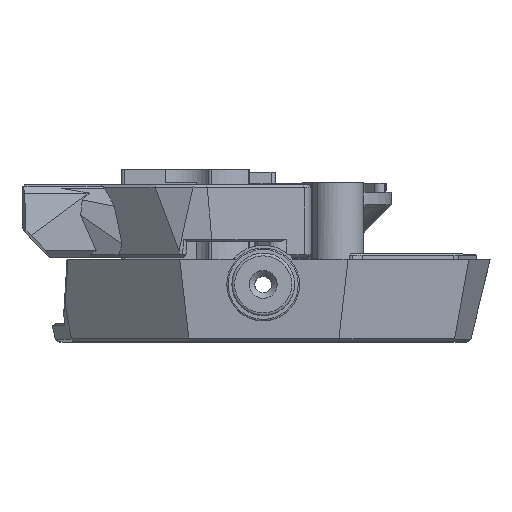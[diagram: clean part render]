
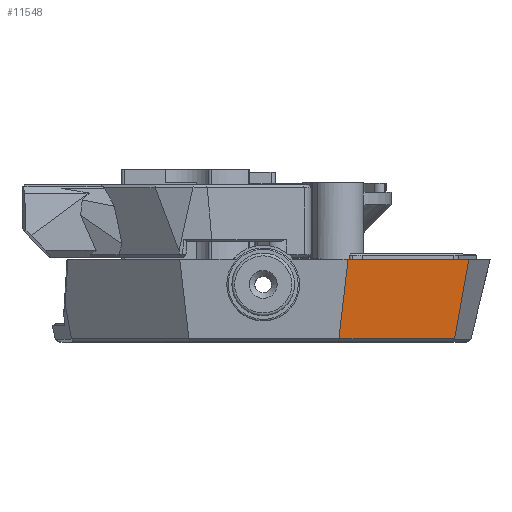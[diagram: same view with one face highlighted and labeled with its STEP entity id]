
A CAD part, top view. The second image highlights one B-rep face of the part: STEP entity #11548.
In plain terms, the highlighted planar face has unit normal (0.622, -0.139, 0.771).
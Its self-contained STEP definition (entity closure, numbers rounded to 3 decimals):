
#625=PLANE('',#12628);
#1171=FACE_OUTER_BOUND('',#1848,.T.);
#1848=EDGE_LOOP('',(#9541,#9542,#9543,#9544,#9545));
#2152=LINE('',#16605,#3245);
#2188=LINE('',#16817,#3281);
#2777=LINE('',#19875,#3870);
#2778=LINE('',#19878,#3871);
#2779=LINE('',#19879,#3872);
#3245=VECTOR('',#13200,10.);
#3281=VECTOR('',#13328,10.);
#3870=VECTOR('',#15177,10.);
#3871=VECTOR('',#15180,10.);
#3872=VECTOR('',#15181,10.);
#4793=VERTEX_POINT('',#16602);
#4794=VERTEX_POINT('',#16604);
#4843=VERTEX_POINT('',#16816);
#5486=VERTEX_POINT('',#19872);
#5487=VERTEX_POINT('',#19877);
#5904=EDGE_CURVE('',#4793,#4794,#2152,.T.);
#5973=EDGE_CURVE('',#4794,#4843,#2188,.T.);
#6944=EDGE_CURVE('',#4843,#5486,#2777,.T.);
#6945=EDGE_CURVE('',#5487,#4793,#2778,.T.);
#6946=EDGE_CURVE('',#5486,#5487,#2779,.T.);
#9541=ORIENTED_EDGE('',*,*,#6945,.F.);
#9542=ORIENTED_EDGE('',*,*,#6946,.F.);
#9543=ORIENTED_EDGE('',*,*,#6944,.F.);
#9544=ORIENTED_EDGE('',*,*,#5973,.F.);
#9545=ORIENTED_EDGE('',*,*,#5904,.F.);
#11548=ADVANCED_FACE('',(#1171),#625,.F.);
#12628=AXIS2_PLACEMENT_3D('',#19876,#15178,#15179);
#13200=DIRECTION('',(0.114,0.99,0.087));
#13328=DIRECTION('',(0.778,0.,-0.628));
#15177=DIRECTION('',(-0.176,-0.984,-0.035));
#15178=DIRECTION('center_axis',(-0.622,0.139,-0.771));
#15179=DIRECTION('ref_axis',(-0.778,0.,0.628));
#15180=DIRECTION('',(-0.606,0.537,0.586));
#15181=DIRECTION('',(-0.778,0.,0.628));
#16602=CARTESIAN_POINT('',(6.214,0.398,42.904));
#16604=CARTESIAN_POINT('',(7.53,11.8,43.902));
#16605=CARTESIAN_POINT('',(7.48,11.374,43.865));
#16816=CARTESIAN_POINT('',(24.864,11.8,29.914));
#16817=CARTESIAN_POINT('',(17.313,11.8,36.008));
#19872=CARTESIAN_POINT('',(22.82,0.396,29.504));
#19875=CARTESIAN_POINT('',(24.513,9.841,29.844));
#19876=CARTESIAN_POINT('Origin',(17.601,15.15,36.38));
#19877=CARTESIAN_POINT('',(6.217,0.396,42.902));
#19878=CARTESIAN_POINT('',(5.142,1.348,43.941));
#19879=CARTESIAN_POINT('',(14.473,0.396,36.24));
